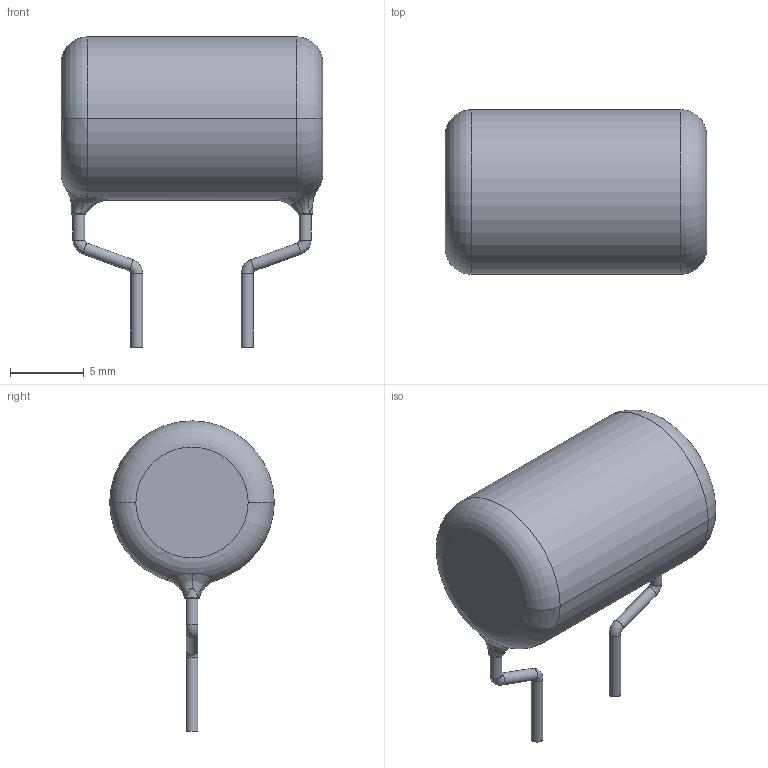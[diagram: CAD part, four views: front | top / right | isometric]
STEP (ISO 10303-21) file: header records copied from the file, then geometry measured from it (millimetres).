
FILE_DESCRIPTION((' '),'2;1');
FILE_NAME( 'ECW-FD2J-105-Q4.stp', '2024-01-12T07:54:31', (' '), ('--- Datakit www.datakit.com---'), ' Datakit CrossCadWare V2024.1 Dec 29 2023', 'DATAKIT 2024 (c)', ' ');
FILE_SCHEMA(('AP242_MANAGED_MODEL_BASED_3D_ENGINEERING_MIM_LF { 1 0 10303 442 1 1 4 }'));
Length unit declared in the file: millimetre
Products named in the file (1): ECW-FD2J-105-Q4
Bounding box: 17.8 x 11.2 x 21.1 mm (x, y, z)
Volume: 1705.3 mm3; surface area: 827.7 mm2
Topology: 3 solids, 3 shells, 40 faces, 94 edges, 60 vertices
Faces by surface type: bspline 12, revolution 10, plane 8, cylinder 8, cone 2
Full cylindrical faces by diameter (mm): 0.8 x6
Entity records: 1977 total; most frequent: CARTESIAN_POINT 1137, ORIENTED_EDGE 156, DIRECTION 134, EDGE_CURVE 78, AXIS2_PLACEMENT_3D 61, VERTEX_POINT 56, EDGE_LOOP 52, B_SPLINE_CURVE_WITH_KNOTS 44
